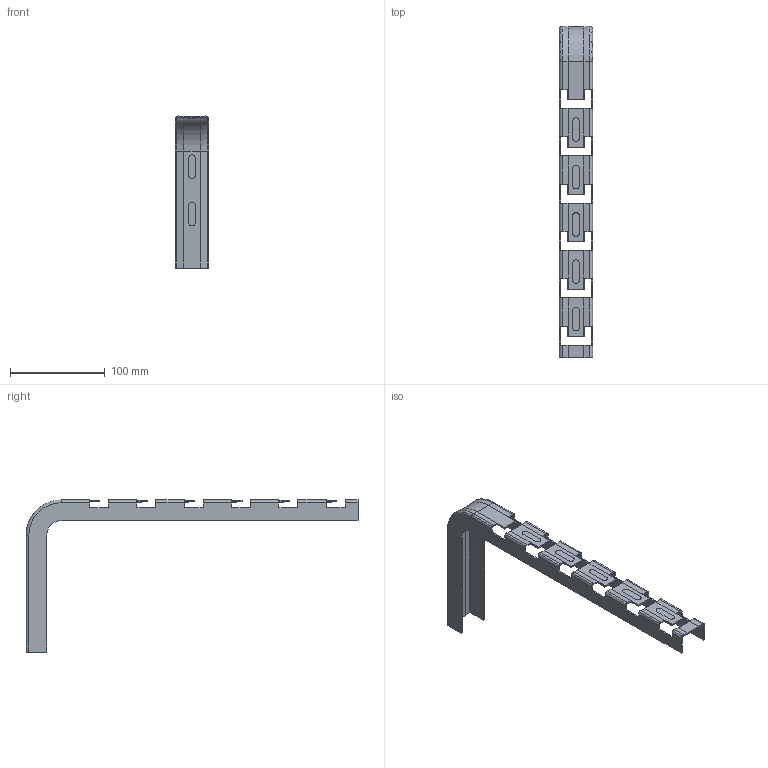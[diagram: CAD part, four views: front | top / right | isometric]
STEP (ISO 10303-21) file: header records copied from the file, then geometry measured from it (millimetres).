
FILE_DESCRIPTION(/* description */ (''),/* implementation_level */ '2;1');
FILE_NAME(/* name */ '556230.stp',/* time_stamp */ '2025-12-05T09:48:39+01:00',/* author */ ('mael.lecharpentier'),/* organization */ (''),/* preprocessor_version */ 'ST-DEVELOPER v20',/* originating_system */ 'AutoCAD Mechanical',/* authorisation */ '');
FILE_SCHEMA (('AUTOMOTIVE_DESIGN { 1 0 10303 214 3 1 1 }'));
Length unit declared in the file: millimetre
Products named in the file (1): Product
Bounding box: 35.02 x 350.62 x 160.62 mm (x, y, z)
Volume: 46799.5 mm3; surface area: 68909.2 mm2
Topology: 1 solids, 15 shells, 146 faces, 470 edges, 328 vertices
Faces by surface type: plane 120, cylinder 20, cone 4, torus 2
Entity records: 5219 total; most frequent: CARTESIAN_POINT 945, ORIENTED_EDGE 884, DIRECTION 838, EDGE_CURVE 470, LINE 396, VECTOR 396, VERTEX_POINT 328, AXIS2_PLACEMENT_3D 221
